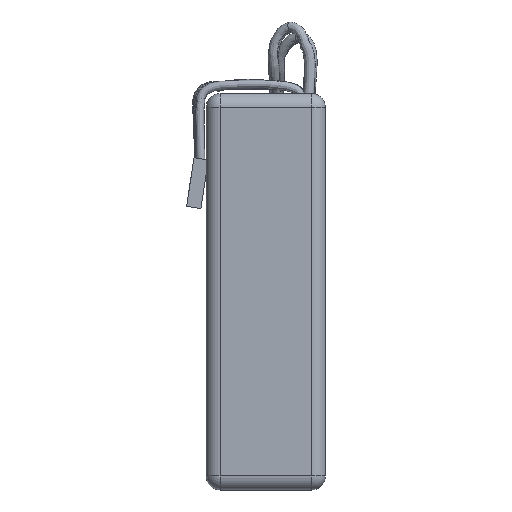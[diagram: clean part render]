
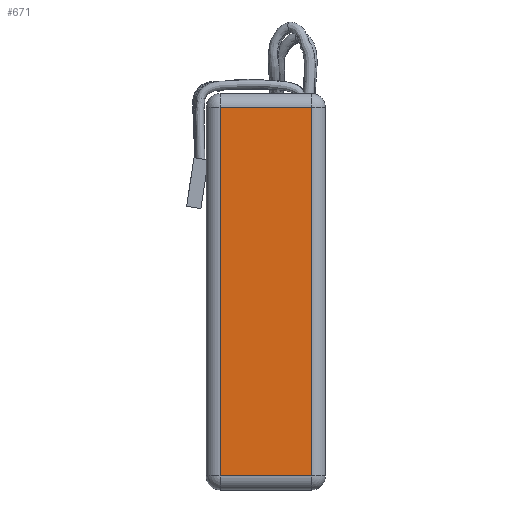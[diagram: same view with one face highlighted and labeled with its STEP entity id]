
A CAD part, front view. The second image highlights one B-rep face of the part: STEP entity #671.
In plain terms, the highlighted planar face has unit normal (0, -1, 0).
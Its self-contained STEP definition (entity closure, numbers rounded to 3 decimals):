
#7 = ORIENTED_EDGE ( 'NONE', *, *, #1936, .T. ) ;
#24 = CARTESIAN_POINT ( 'NONE',  ( 0., 0., 0. ) ) ;
#202 = CARTESIAN_POINT ( 'NONE',  ( -26.741, 0., 26.262 ) ) ;
#671 = ADVANCED_FACE ( 'NONE', ( #2957 ), #4634, .F. ) ;
#698 = AXIS2_PLACEMENT_3D ( 'NONE', #24, #3854, #5298 ) ;
#770 = VERTEX_POINT ( 'NONE', #9211 ) ;
#842 = VERTEX_POINT ( 'NONE', #3776 ) ;
#1024 = DIRECTION ( 'NONE',  ( 0., 0., -1. ) ) ;
#1200 = EDGE_CURVE ( 'NONE', #6501, #842, #8495, .T. ) ;
#1452 = ORIENTED_EDGE ( 'NONE', *, *, #2276, .T. ) ;
#1677 = CARTESIAN_POINT ( 'NONE',  ( -52.741, 0., 0. ) ) ;
#1936 = EDGE_CURVE ( 'NONE', #3626, #770, #8036, .T. ) ;
#2203 = VECTOR ( 'NONE', #4023, 1000. ) ;
#2273 = CARTESIAN_POINT ( 'NONE',  ( 0., 0., -78.738 ) ) ;
#2276 = EDGE_CURVE ( 'NONE', #842, #3626, #9097, .T. ) ;
#2331 = VECTOR ( 'NONE', #3706, 1000. ) ;
#2344 = VECTOR ( 'NONE', #6963, 1000. ) ;
#2531 = ORIENTED_EDGE ( 'NONE', *, *, #2786, .T. ) ;
#2786 = EDGE_CURVE ( 'NONE', #770, #6501, #6405, .T. ) ;
#2957 = FACE_OUTER_BOUND ( 'NONE', #9603, .T. ) ;
#3626 = VERTEX_POINT ( 'NONE', #5970 ) ;
#3706 = DIRECTION ( 'NONE',  ( 0., 0., 1. ) ) ;
#3776 = CARTESIAN_POINT ( 'NONE',  ( -52.741, 0., 26.262 ) ) ;
#3854 = DIRECTION ( 'NONE',  ( 0., 1., 0. ) ) ;
#4023 = DIRECTION ( 'NONE',  ( -1., 0., 0. ) ) ;
#4634 = PLANE ( 'NONE',  #698 ) ;
#5094 = VECTOR ( 'NONE', #1024, 1000. ) ;
#5298 = DIRECTION ( 'NONE',  ( 0., 0., 1. ) ) ;
#5970 = CARTESIAN_POINT ( 'NONE',  ( -52.741, 0., -78.738 ) ) ;
#6405 = LINE ( 'NONE', #7576, #2331 ) ;
#6501 = VERTEX_POINT ( 'NONE', #202 ) ;
#6963 = DIRECTION ( 'NONE',  ( 1., 0., 0. ) ) ;
#7576 = CARTESIAN_POINT ( 'NONE',  ( -26.741, 0., 0. ) ) ;
#7974 = ORIENTED_EDGE ( 'NONE', *, *, #1200, .T. ) ;
#8036 = LINE ( 'NONE', #2273, #2344 ) ;
#8495 = LINE ( 'NONE', #8539, #2203 ) ;
#8539 = CARTESIAN_POINT ( 'NONE',  ( 0., 0., 26.262 ) ) ;
#9097 = LINE ( 'NONE', #1677, #5094 ) ;
#9211 = CARTESIAN_POINT ( 'NONE',  ( -26.741, 0., -78.738 ) ) ;
#9603 = EDGE_LOOP ( 'NONE', ( #2531, #7974, #1452, #7 ) ) ;
